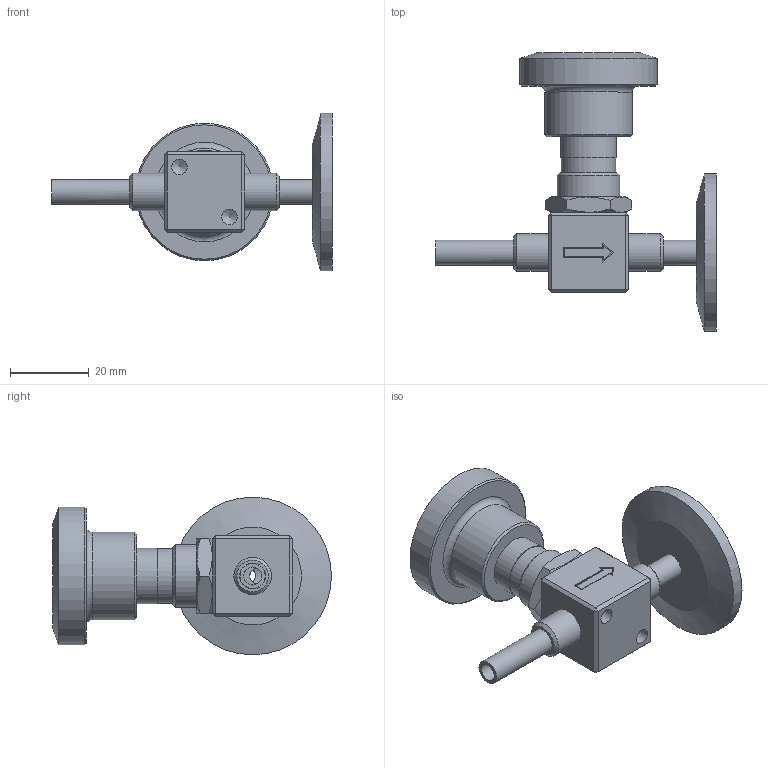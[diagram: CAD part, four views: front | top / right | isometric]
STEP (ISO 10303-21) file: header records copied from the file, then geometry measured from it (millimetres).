
FILE_DESCRIPTION(/* description */ (''),/* implementation_level */ '2;1');
FILE_NAME(/* name */ '9100102a.stp',/* time_stamp */ '2019-07-11T10:53:22-04:00',/* author */ ('Glen_C'),/* organization */ (''),/* preprocessor_version */ 'ST-DEVELOPER v16.13',/* originating_system */ 'Autodesk Inventor 2018',/* authorisation */ '');
FILE_SCHEMA (('AUTOMOTIVE_DESIGN { 1 0 10303 214 3 1 1 }'));
Length unit declared in the file: inch
Products named in the file (1): 9100102_S
Bounding box: 71.3 x 70.8 x 40.01 mm (x, y, z)
Volume: 24764.4 mm3; surface area: 14304.8 mm2
Topology: 2 solids, 2 shells, 120 faces, 267 edges, 163 vertices
Faces by surface type: plane 83, cylinder 24, cone 12, torus 1
Full cylindrical faces by diameter (mm): 3.937 x2, 3.962 x2, 4.572 x2, 6.35 x2, 6.477 x1, 6.553 x2, 9.525 x2, 10.922 x1, 11.176 x1, 12.903 x1, 13.843 x1, 14.122 x1, 15.875 x1, 22.225 x1, 25.908 x1, 26.187 x1, 34.925 x1, 40.005 x1
Entity records: 3256 total; most frequent: CARTESIAN_POINT 592, DIRECTION 521, ORIENTED_EDGE 436, EDGE_CURVE 218, AXIS2_PLACEMENT_3D 198, EDGE_LOOP 177, VERTEX_POINT 151, LINE 125
